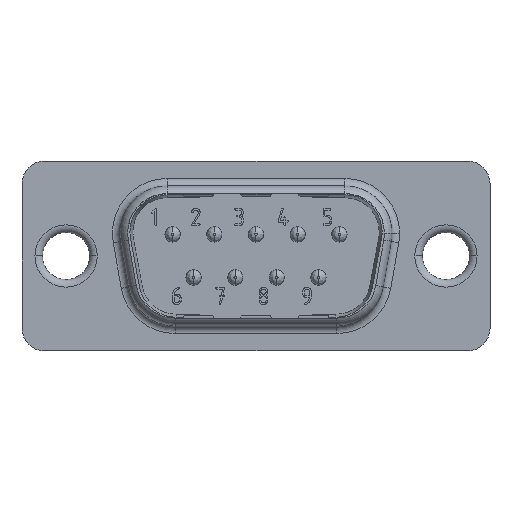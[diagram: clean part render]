
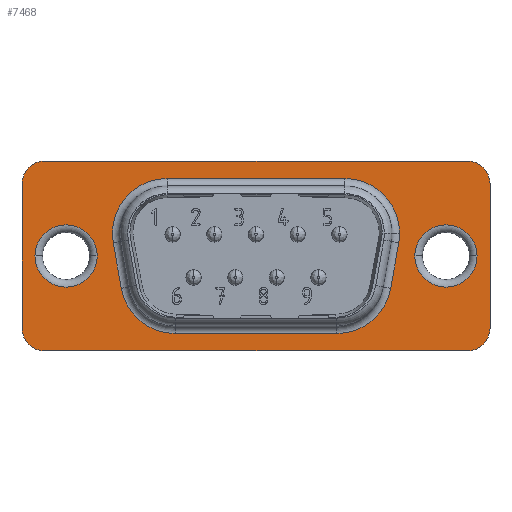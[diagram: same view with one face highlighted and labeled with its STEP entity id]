
A CAD part, top view. The second image highlights one B-rep face of the part: STEP entity #7468.
In plain terms, the highlighted planar face has unit normal (0, 0, 1).
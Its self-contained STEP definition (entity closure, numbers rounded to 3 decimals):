
#7468=ADVANCED_FACE('',(#11657,#11658,#11659,#11660),#7926,.T.);
#7926=PLANE('',#23201);
#9760=LINE('',#41510,#11150);
#9763=LINE('',#41518,#11153);
#9766=LINE('',#41526,#11156);
#9769=LINE('',#41534,#11159);
#9835=LINE('',#41740,#11225);
#9836=LINE('',#41744,#11226);
#9837=LINE('',#41748,#11227);
#9838=LINE('',#41751,#11228);
#11150=VECTOR('',#25892,1.);
#11153=VECTOR('',#25901,1.);
#11156=VECTOR('',#25910,1.);
#11159=VECTOR('',#25919,1.);
#11225=VECTOR('',#26121,1.);
#11226=VECTOR('',#26124,1.);
#11227=VECTOR('',#26127,1.);
#11228=VECTOR('',#26130,1.);
#11657=FACE_BOUND('',#12503,.T.);
#11658=FACE_BOUND('',#12504,.T.);
#11659=FACE_BOUND('',#12505,.T.);
#11660=FACE_BOUND('',#12506,.T.);
#12503=EDGE_LOOP('',(#16665,#16666));
#12504=EDGE_LOOP('',(#16667,#16668));
#12505=EDGE_LOOP('',(#16669,#16670,#16671,#16672,#16673,#16674,#16675,#16676,
#16677));
#12506=EDGE_LOOP('',(#16678,#16679,#16680,#16681,#16682,#16683,#16684,#16685));
#16665=ORIENTED_EDGE('',*,*,#21415,.T.);
#16666=ORIENTED_EDGE('',*,*,#19555,.T.);
#16667=ORIENTED_EDGE('',*,*,#21414,.T.);
#16668=ORIENTED_EDGE('',*,*,#19559,.T.);
#16669=ORIENTED_EDGE('',*,*,#21511,.T.);
#16670=ORIENTED_EDGE('',*,*,#21512,.T.);
#16671=ORIENTED_EDGE('',*,*,#21513,.T.);
#16672=ORIENTED_EDGE('',*,*,#21514,.T.);
#16673=ORIENTED_EDGE('',*,*,#21515,.T.);
#16674=ORIENTED_EDGE('',*,*,#21516,.T.);
#16675=ORIENTED_EDGE('',*,*,#19553,.T.);
#16676=ORIENTED_EDGE('',*,*,#21517,.T.);
#16677=ORIENTED_EDGE('',*,*,#21518,.T.);
#16678=ORIENTED_EDGE('',*,*,#21413,.T.);
#16679=ORIENTED_EDGE('',*,*,#21412,.T.);
#16680=ORIENTED_EDGE('',*,*,#21410,.T.);
#16681=ORIENTED_EDGE('',*,*,#21408,.T.);
#16682=ORIENTED_EDGE('',*,*,#21406,.T.);
#16683=ORIENTED_EDGE('',*,*,#21404,.T.);
#16684=ORIENTED_EDGE('',*,*,#21402,.T.);
#16685=ORIENTED_EDGE('',*,*,#21400,.T.);
#17892=VERTEX_POINT('',#27318);
#17893=VERTEX_POINT('',#27320);
#17894=VERTEX_POINT('',#27324);
#17895=VERTEX_POINT('',#27325);
#17898=VERTEX_POINT('',#27333);
#17899=VERTEX_POINT('',#27334);
#19104=VERTEX_POINT('',#41507);
#19105=VERTEX_POINT('',#41509);
#19106=VERTEX_POINT('',#41513);
#19107=VERTEX_POINT('',#41517);
#19108=VERTEX_POINT('',#41521);
#19109=VERTEX_POINT('',#41525);
#19110=VERTEX_POINT('',#41529);
#19111=VERTEX_POINT('',#41533);
#19182=VERTEX_POINT('',#41738);
#19183=VERTEX_POINT('',#41739);
#19184=VERTEX_POINT('',#41741);
#19185=VERTEX_POINT('',#41743);
#19186=VERTEX_POINT('',#41745);
#19187=VERTEX_POINT('',#41747);
#19188=VERTEX_POINT('',#41750);
#19553=EDGE_CURVE('',#17893,#17892,#22002,.T.);
#19555=EDGE_CURVE('',#17894,#17895,#22004,.T.);
#19559=EDGE_CURVE('',#17898,#17899,#22008,.T.);
#21400=EDGE_CURVE('',#19104,#19105,#9760,.T.);
#21402=EDGE_CURVE('',#19106,#19104,#22306,.T.);
#21404=EDGE_CURVE('',#19107,#19106,#9763,.T.);
#21406=EDGE_CURVE('',#19108,#19107,#22307,.T.);
#21408=EDGE_CURVE('',#19109,#19108,#9766,.T.);
#21410=EDGE_CURVE('',#19110,#19109,#22308,.T.);
#21412=EDGE_CURVE('',#19111,#19110,#9769,.T.);
#21413=EDGE_CURVE('',#19105,#19111,#22309,.T.);
#21414=EDGE_CURVE('',#17899,#17898,#22310,.T.);
#21415=EDGE_CURVE('',#17895,#17894,#22311,.T.);
#21511=EDGE_CURVE('',#19182,#19183,#22342,.T.);
#21512=EDGE_CURVE('',#19183,#19184,#9835,.T.);
#21513=EDGE_CURVE('',#19184,#19185,#22343,.T.);
#21514=EDGE_CURVE('',#19185,#19186,#9836,.T.);
#21515=EDGE_CURVE('',#19186,#19187,#22344,.T.);
#21516=EDGE_CURVE('',#19187,#17893,#9837,.T.);
#21517=EDGE_CURVE('',#17892,#19188,#22345,.T.);
#21518=EDGE_CURVE('',#19188,#19182,#9838,.T.);
#22002=CIRCLE('',#22434,3.6);
#22004=CIRCLE('',#22437,2.05);
#22008=CIRCLE('',#22442,2.05);
#22306=CIRCLE('',#23122,1.5);
#22307=CIRCLE('',#23125,1.5);
#22308=CIRCLE('',#23128,1.5);
#22309=CIRCLE('',#23131,1.5);
#22310=CIRCLE('',#23133,2.05);
#22311=CIRCLE('',#23135,2.05);
#22342=CIRCLE('',#23197,3.6);
#22343=CIRCLE('',#23198,3.6);
#22344=CIRCLE('',#23199,3.6);
#22345=CIRCLE('',#23200,3.6);
#22434=AXIS2_PLACEMENT_3D('',#27319,#23603,#23604);
#22437=AXIS2_PLACEMENT_3D('',#27323,#23609,#23610);
#22442=AXIS2_PLACEMENT_3D('',#27332,#23619,#23620);
#23122=AXIS2_PLACEMENT_3D('',#41514,#25896,#25897);
#23125=AXIS2_PLACEMENT_3D('',#41522,#25905,#25906);
#23128=AXIS2_PLACEMENT_3D('',#41530,#25914,#25915);
#23131=AXIS2_PLACEMENT_3D('',#41536,#25922,#25923);
#23133=AXIS2_PLACEMENT_3D('',#41538,#25926,#25927);
#23135=AXIS2_PLACEMENT_3D('',#41540,#25930,#25931);
#23197=AXIS2_PLACEMENT_3D('',#41737,#26119,#26120);
#23198=AXIS2_PLACEMENT_3D('',#41742,#26122,#26123);
#23199=AXIS2_PLACEMENT_3D('',#41746,#26125,#26126);
#23200=AXIS2_PLACEMENT_3D('',#41749,#26128,#26129);
#23201=AXIS2_PLACEMENT_3D('',#41752,#26131,#26132);
#23603=DIRECTION('',(0.,0.,-1.));
#23604=DIRECTION('',(1.,0.,0.));
#23609=DIRECTION('',(0.,0.,-1.));
#23610=DIRECTION('',(1.,0.,0.));
#23619=DIRECTION('',(0.,0.,-1.));
#23620=DIRECTION('',(1.,0.,0.));
#25892=DIRECTION('',(0.,1.,0.));
#25896=DIRECTION('',(0.,0.,1.));
#25897=DIRECTION('',(-1.,0.,0.));
#25901=DIRECTION('',(1.,0.,0.));
#25905=DIRECTION('',(0.,0.,1.));
#25906=DIRECTION('',(1.,0.,0.));
#25910=DIRECTION('',(0.,-1.,0.));
#25914=DIRECTION('',(0.,0.,1.));
#25915=DIRECTION('',(1.,0.,0.));
#25919=DIRECTION('',(-1.,0.,0.));
#25922=DIRECTION('',(0.,0.,1.));
#25923=DIRECTION('',(1.,0.,0.));
#25926=DIRECTION('',(0.,0.,-1.));
#25927=DIRECTION('',(1.,0.,0.));
#25930=DIRECTION('',(0.,0.,-1.));
#25931=DIRECTION('',(1.,0.,0.));
#26119=DIRECTION('',(0.,0.,-1.));
#26120=DIRECTION('',(1.,0.,0.));
#26121=DIRECTION('',(-1.,0.,0.));
#26122=DIRECTION('',(0.,0.,-1.));
#26123=DIRECTION('',(1.,0.,0.));
#26124=DIRECTION('',(-0.174,0.985,0.));
#26125=DIRECTION('',(0.,0.,-1.));
#26126=DIRECTION('',(1.,0.,0.));
#26127=DIRECTION('',(1.,0.,0.));
#26128=DIRECTION('',(0.,0.,-1.));
#26129=DIRECTION('',(1.,0.,0.));
#26130=DIRECTION('',(-0.174,-0.985,0.));
#26131=DIRECTION('',(0.,0.,1.));
#26132=DIRECTION('',(-1.,0.,0.));
#27318=CARTESIAN_POINT('',(9.45,1.5,0.5));
#27319=CARTESIAN_POINT('',(5.85,1.5,0.5));
#27320=CARTESIAN_POINT('',(5.85,5.1,0.5));
#27323=CARTESIAN_POINT('',(12.5,0.,0.5));
#27324=CARTESIAN_POINT('',(10.45,0.,0.5));
#27325=CARTESIAN_POINT('',(14.55,0.,0.5));
#27332=CARTESIAN_POINT('',(-12.5,0.,0.5));
#27333=CARTESIAN_POINT('',(-14.55,0.,0.5));
#27334=CARTESIAN_POINT('',(-10.45,0.,0.5));
#41507=CARTESIAN_POINT('',(15.4,-4.75,0.5));
#41509=CARTESIAN_POINT('',(15.4,4.75,0.5));
#41510=CARTESIAN_POINT('',(15.4,4.75,0.5));
#41513=CARTESIAN_POINT('',(13.9,-6.25,0.5));
#41514=CARTESIAN_POINT('',(13.9,-4.75,0.5));
#41517=CARTESIAN_POINT('',(-13.9,-6.25,0.5));
#41518=CARTESIAN_POINT('',(-13.9,-6.25,0.5));
#41521=CARTESIAN_POINT('',(-15.4,-4.75,0.5));
#41522=CARTESIAN_POINT('',(-13.9,-4.75,0.5));
#41525=CARTESIAN_POINT('',(-15.4,4.75,0.5));
#41526=CARTESIAN_POINT('',(-15.4,4.75,0.5));
#41529=CARTESIAN_POINT('',(-13.9,6.25,0.5));
#41530=CARTESIAN_POINT('',(-13.9,4.75,0.5));
#41533=CARTESIAN_POINT('',(13.9,6.25,0.5));
#41534=CARTESIAN_POINT('',(-13.9,6.25,0.5));
#41536=CARTESIAN_POINT('',(13.9,4.75,0.5));
#41538=CARTESIAN_POINT('',(-12.5,0.,0.5));
#41540=CARTESIAN_POINT('',(12.5,0.,0.5));
#41737=CARTESIAN_POINT('',(5.321,-1.5,0.5));
#41738=CARTESIAN_POINT('',(8.866,-2.125,0.5));
#41739=CARTESIAN_POINT('',(5.321,-5.1,0.5));
#41740=CARTESIAN_POINT('',(13.9,-5.1,0.5));
#41741=CARTESIAN_POINT('',(-5.321,-5.1,0.5));
#41742=CARTESIAN_POINT('',(-5.321,-1.5,0.5));
#41743=CARTESIAN_POINT('',(-8.866,-2.125,0.5));
#41744=CARTESIAN_POINT('',(-9.356,0.649,0.5));
#41745=CARTESIAN_POINT('',(-9.395,0.875,0.5));
#41746=CARTESIAN_POINT('',(-5.85,1.5,0.5));
#41747=CARTESIAN_POINT('',(-5.85,5.1,0.5));
#41748=CARTESIAN_POINT('',(5.85,5.1,0.5));
#41749=CARTESIAN_POINT('',(5.85,1.5,0.5));
#41750=CARTESIAN_POINT('',(9.395,0.875,0.5));
#41751=CARTESIAN_POINT('',(10.194,5.403,0.5));
#41752=CARTESIAN_POINT('',(13.9,4.75,0.5));
